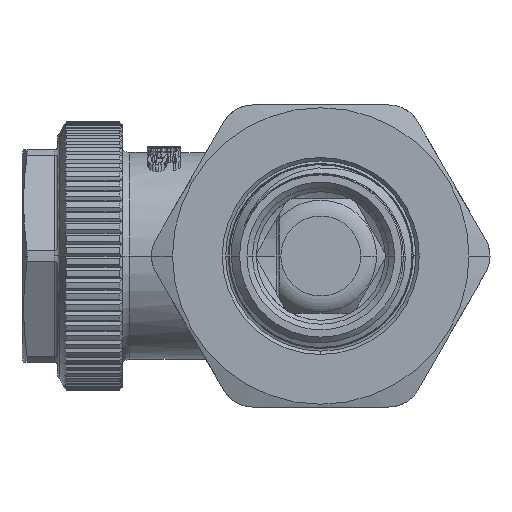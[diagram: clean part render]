
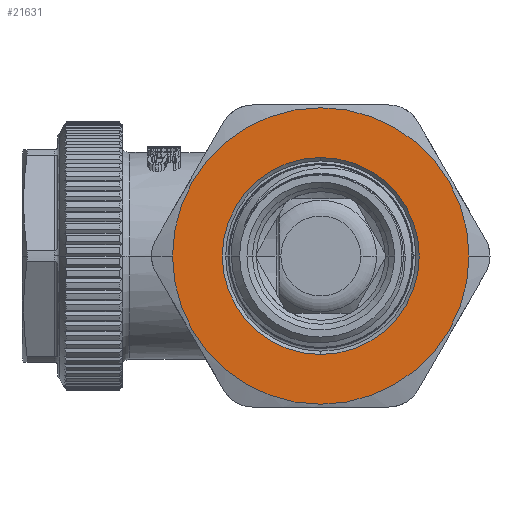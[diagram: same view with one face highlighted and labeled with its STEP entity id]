
A CAD part, left-side view. The second image highlights one B-rep face of the part: STEP entity #21631.
In plain terms, the highlighted planar face has unit normal (-1, 0, 0).
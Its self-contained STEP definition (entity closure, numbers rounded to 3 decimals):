
#816=CARTESIAN_POINT('',(-28.392,0.,0.));
#817=DIRECTION('',(-1.,0.,0.));
#818=DIRECTION('',(0.,-1.,0.));
#819=AXIS2_PLACEMENT_3D('',#816,#817,#818);
#821=CARTESIAN_POINT('',(-28.392,0.,0.));
#822=DIRECTION('',(-1.,0.,0.));
#823=DIRECTION('',(0.,1.,0.));
#824=AXIS2_PLACEMENT_3D('',#821,#822,#823);
#826=CARTESIAN_POINT('',(-28.392,0.,0.));
#827=DIRECTION('',(-1.,0.,0.));
#828=DIRECTION('',(0.,0.,1.));
#829=AXIS2_PLACEMENT_3D('',#826,#827,#828);
#844=CARTESIAN_POINT('',(-28.392,0.,0.));
#845=DIRECTION('',(-1.,0.,0.));
#846=DIRECTION('',(0.,0.,-1.));
#847=AXIS2_PLACEMENT_3D('',#844,#845,#846);
#20014=CARTESIAN_POINT('',(-28.392,0.,-8.8));
#20015=CARTESIAN_POINT('',(-28.392,0.,8.8));
#20016=VERTEX_POINT('',#20014);
#20017=VERTEX_POINT('',#20015);
#20078=CARTESIAN_POINT('',(-28.392,-13.25,0.));
#20079=CARTESIAN_POINT('',(-28.392,13.25,0.));
#20080=VERTEX_POINT('',#20078);
#20081=VERTEX_POINT('',#20079);
#21615=CARTESIAN_POINT('',(-28.392,0.,0.));
#21616=DIRECTION('',(-1.,0.,0.));
#21617=DIRECTION('',(0.,-1.,0.));
#21618=AXIS2_PLACEMENT_3D('',#21615,#21616,#21617);
#21619=PLANE('',#21618);
#21621=ORIENTED_EDGE('',*,*,#21620,.F.);
#21622=ORIENTED_EDGE('',*,*,#21605,.F.);
#21623=EDGE_LOOP('',(#21621,#21622));
#21624=FACE_OUTER_BOUND('',#21623,.F.);
#21626=ORIENTED_EDGE('',*,*,#21625,.T.);
#21628=ORIENTED_EDGE('',*,*,#21627,.T.);
#21629=EDGE_LOOP('',(#21626,#21628));
#21630=FACE_BOUND('',#21629,.F.);
#21631=ADVANCED_FACE('',(#21624,#21630),#21619,.T.);
#820=CIRCLE('',#819,13.25);
#825=CIRCLE('',#824,13.25);
#830=CIRCLE('',#829,8.8);
#848=CIRCLE('',#847,8.8);
#21605=EDGE_CURVE('',#20081,#20080,#825,.T.);
#21620=EDGE_CURVE('',#20080,#20081,#820,.T.);
#21625=EDGE_CURVE('',#20017,#20016,#830,.T.);
#21627=EDGE_CURVE('',#20016,#20017,#848,.T.);
